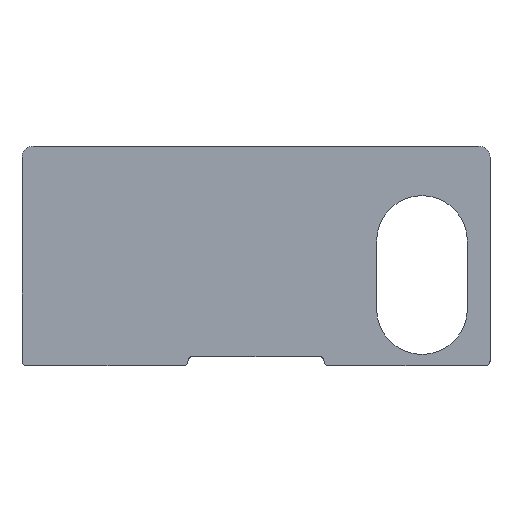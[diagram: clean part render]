
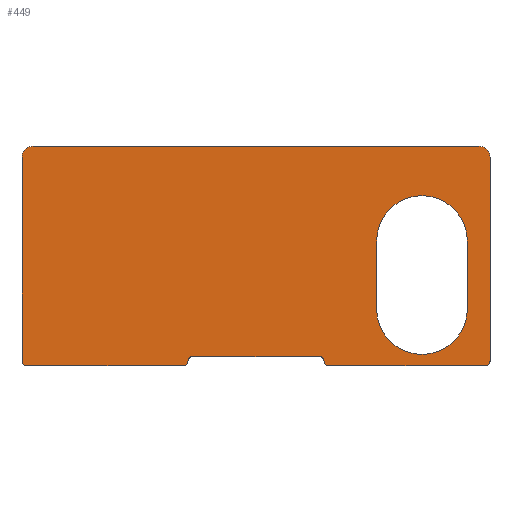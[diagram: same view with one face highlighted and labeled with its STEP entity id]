
A CAD part, top view. The second image highlights one B-rep face of the part: STEP entity #449.
In plain terms, the highlighted planar face has unit normal (0, 0, 1).
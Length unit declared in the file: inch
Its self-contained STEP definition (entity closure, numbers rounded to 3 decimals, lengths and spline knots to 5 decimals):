
#1 = VERTEX_POINT ( 'NONE', #450 ) ;
#9 = CARTESIAN_POINT ( 'NONE',  ( 0., 0., 0. ) ) ;
#10 = CARTESIAN_POINT ( 'NONE',  ( 0., 0., 0. ) ) ;
#14 = ORIENTED_EDGE ( 'NONE', *, *, #132, .F. ) ;
#15 = AXIS2_PLACEMENT_3D ( 'NONE', #61, #339, #65 ) ;
#17 = DIRECTION ( 'NONE',  ( 0., 0., -1. ) ) ;
#18 = VERTEX_POINT ( 'NONE', #391 ) ;
#19 = CARTESIAN_POINT ( 'NONE',  ( 9.82, 1.25, 0. ) ) ;
#20 = LINE ( 'NONE', #10, #466 ) ;
#21 = EDGE_CURVE ( 'NONE', #379, #242, #20, .T. ) ;
#30 = DIRECTION ( 'NONE',  ( -1., 0., 0. ) ) ;
#32 = EDGE_CURVE ( 'NONE', #286, #614, #393, .T. ) ;
#37 = DIRECTION ( 'NONE',  ( 0., 0., 1. ) ) ;
#41 = VECTOR ( 'NONE', #167, 39.37008 ) ;
#44 = VERTEX_POINT ( 'NONE', #472 ) ;
#46 = CARTESIAN_POINT ( 'NONE',  ( 0., 0., 0. ) ) ;
#49 = CARTESIAN_POINT ( 'NONE',  ( 8.82, 1.25, 0. ) ) ;
#50 = DIRECTION ( 'NONE',  ( -1., 0., 0. ) ) ;
#51 = EDGE_LOOP ( 'NONE', ( #563, #14, #361, #491 ) ) ;
#58 = CARTESIAN_POINT ( 'NONE',  ( 3.76, 0.2, 0. ) ) ;
#61 = CARTESIAN_POINT ( 'NONE',  ( 10.07, 4.59, 0. ) ) ;
#65 = DIRECTION ( 'NONE',  ( -1., 0., 0. ) ) ;
#66 = VECTOR ( 'NONE', #619, 39.37008 ) ;
#67 = AXIS2_PLACEMENT_3D ( 'NONE', #49, #709, #444 ) ;
#80 = DIRECTION ( 'NONE',  ( 1., 0., 0. ) ) ;
#87 = CARTESIAN_POINT ( 'NONE',  ( 10.07, 4.84, 0. ) ) ;
#95 = CARTESIAN_POINT ( 'NONE',  ( 6.56, 0.2, 0. ) ) ;
#105 = ORIENTED_EDGE ( 'NONE', *, *, #700, .T. ) ;
#107 = DIRECTION ( 'NONE',  ( 0., -1., 0. ) ) ;
#108 = EDGE_CURVE ( 'NONE', #456, #661, #590, .T. ) ;
#125 = CARTESIAN_POINT ( 'NONE',  ( 10.22, 0., 0. ) ) ;
#132 = EDGE_CURVE ( 'NONE', #44, #228, #567, .T. ) ;
#135 = DIRECTION ( 'NONE',  ( 1., 0., 0. ) ) ;
#140 = VERTEX_POINT ( 'NONE', #209 ) ;
#148 = CARTESIAN_POINT ( 'NONE',  ( 7.82, 2.75, 0. ) ) ;
#150 = CARTESIAN_POINT ( 'NONE',  ( 3.76, 0.1, 0. ) ) ;
#159 = AXIS2_PLACEMENT_3D ( 'NONE', #260, #37, #30 ) ;
#160 = CARTESIAN_POINT ( 'NONE',  ( 7.82, 2.75, 0. ) ) ;
#163 = LINE ( 'NONE', #160, #347 ) ;
#167 = DIRECTION ( 'NONE',  ( 0., 1., 0. ) ) ;
#170 = CIRCLE ( 'NONE', #671, 0.25 ) ;
#181 = VECTOR ( 'NONE', #80, 39.37008 ) ;
#186 = LINE ( 'NONE', #351, #568 ) ;
#193 = EDGE_CURVE ( 'NONE', #217, #18, #425, .T. ) ;
#194 = CIRCLE ( 'NONE', #67, 1. ) ;
#197 = ORIENTED_EDGE ( 'NONE', *, *, #340, .T. ) ;
#199 = CARTESIAN_POINT ( 'NONE',  ( 10.32, 0.1, 0. ) ) ;
#200 = DIRECTION ( 'NONE',  ( 0., 0., 1. ) ) ;
#209 = CARTESIAN_POINT ( 'NONE',  ( 3.56, 0., 0. ) ) ;
#214 = ORIENTED_EDGE ( 'NONE', *, *, #32, .T. ) ;
#217 = VERTEX_POINT ( 'NONE', #493 ) ;
#222 = AXIS2_PLACEMENT_3D ( 'NONE', #581, #643, #533 ) ;
#227 = CARTESIAN_POINT ( 'NONE',  ( 0., 4.84, 0. ) ) ;
#228 = VERTEX_POINT ( 'NONE', #148 ) ;
#235 = DIRECTION ( 'NONE',  ( 1., 0., 0. ) ) ;
#236 = DIRECTION ( 'NONE',  ( 0., -1., 0. ) ) ;
#242 = VERTEX_POINT ( 'NONE', #710 ) ;
#249 = VERTEX_POINT ( 'NONE', #58 ) ;
#253 = VECTOR ( 'NONE', #448, 39.37008 ) ;
#255 = AXIS2_PLACEMENT_3D ( 'NONE', #150, #374, #597 ) ;
#259 = CARTESIAN_POINT ( 'NONE',  ( 3.66, 0.1, 0. ) ) ;
#260 = CARTESIAN_POINT ( 'NONE',  ( 6.76, 0.1, 0. ) ) ;
#263 = EDGE_CURVE ( 'NONE', #656, #44, #713, .T. ) ;
#270 = ORIENTED_EDGE ( 'NONE', *, *, #711, .T. ) ;
#275 = CARTESIAN_POINT ( 'NONE',  ( 0.25, 4.59, 0. ) ) ;
#286 = VERTEX_POINT ( 'NONE', #499 ) ;
#304 = EDGE_CURVE ( 'NONE', #228, #1, #163, .T. ) ;
#320 = LINE ( 'NONE', #651, #181 ) ;
#321 = CARTESIAN_POINT ( 'NONE',  ( 10.22, 0.1, 0. ) ) ;
#326 = FACE_OUTER_BOUND ( 'NONE', #720, .T. ) ;
#334 = DIRECTION ( 'NONE',  ( -1., 0., 0. ) ) ;
#336 = AXIS2_PLACEMENT_3D ( 'NONE', #475, #200, #135 ) ;
#337 = CARTESIAN_POINT ( 'NONE',  ( 3.66, 0.2, 0. ) ) ;
#339 = DIRECTION ( 'NONE',  ( 0., 0., 1. ) ) ;
#340 = EDGE_CURVE ( 'NONE', #650, #379, #170, .T. ) ;
#342 = ORIENTED_EDGE ( 'NONE', *, *, #554, .T. ) ;
#347 = VECTOR ( 'NONE', #107, 39.37008 ) ;
#348 = EDGE_CURVE ( 'NONE', #140, #592, #355, .T. ) ;
#351 = CARTESIAN_POINT ( 'NONE',  ( 10.32, 0., 0. ) ) ;
#353 = ORIENTED_EDGE ( 'NONE', *, *, #410, .T. ) ;
#355 = CIRCLE ( 'NONE', #380, 0.1 ) ;
#361 = ORIENTED_EDGE ( 'NONE', *, *, #263, .F. ) ;
#370 = VECTOR ( 'NONE', #235, 39.37008 ) ;
#374 = DIRECTION ( 'NONE',  ( 0., 0., -1. ) ) ;
#378 = LINE ( 'NONE', #337, #66 ) ;
#379 = VERTEX_POINT ( 'NONE', #725 ) ;
#380 = AXIS2_PLACEMENT_3D ( 'NONE', #509, #609, #334 ) ;
#384 = ORIENTED_EDGE ( 'NONE', *, *, #658, .T. ) ;
#390 = EDGE_CURVE ( 'NONE', #634, #249, #378, .T. ) ;
#391 = CARTESIAN_POINT ( 'NONE',  ( 6.76, 0., 0. ) ) ;
#393 = CIRCLE ( 'NONE', #15, 0.25 ) ;
#402 = DIRECTION ( 'NONE',  ( -1., 0., 0. ) ) ;
#404 = DIRECTION ( 'NONE',  ( 0., 1., 0. ) ) ;
#410 = EDGE_CURVE ( 'NONE', #614, #650, #559, .T. ) ;
#418 = DIRECTION ( 'NONE',  ( -1., 0., 0. ) ) ;
#425 = CIRCLE ( 'NONE', #159, 0.1 ) ;
#426 = ORIENTED_EDGE ( 'NONE', *, *, #348, .T. ) ;
#444 = DIRECTION ( 'NONE',  ( 1., 0., 0. ) ) ;
#448 = DIRECTION ( 'NONE',  ( -1., 0., 0. ) ) ;
#449 = ADVANCED_FACE ( 'NONE', ( #601, #326 ), #550, .F. ) ;
#450 = CARTESIAN_POINT ( 'NONE',  ( 7.82, 1.25, 0. ) ) ;
#456 = VERTEX_POINT ( 'NONE', #125 ) ;
#458 = CARTESIAN_POINT ( 'NONE',  ( 0.1, 0.1, 0. ) ) ;
#466 = VECTOR ( 'NONE', #236, 39.37008 ) ;
#470 = ORIENTED_EDGE ( 'NONE', *, *, #479, .T. ) ;
#472 = CARTESIAN_POINT ( 'NONE',  ( 9.82, 2.75, 0. ) ) ;
#474 = CARTESIAN_POINT ( 'NONE',  ( 0.25, 4.84, 0. ) ) ;
#475 = CARTESIAN_POINT ( 'NONE',  ( 8.82, 2.75, 0. ) ) ;
#477 = CIRCLE ( 'NONE', #719, 0.1 ) ;
#479 = EDGE_CURVE ( 'NONE', #661, #286, #186, .T. ) ;
#491 = ORIENTED_EDGE ( 'NONE', *, *, #726, .F. ) ;
#493 = CARTESIAN_POINT ( 'NONE',  ( 6.66, 0.1, 0. ) ) ;
#495 = ORIENTED_EDGE ( 'NONE', *, *, #108, .T. ) ;
#499 = CARTESIAN_POINT ( 'NONE',  ( 10.32, 4.59, 0. ) ) ;
#502 = CIRCLE ( 'NONE', #222, 0.1 ) ;
#509 = CARTESIAN_POINT ( 'NONE',  ( 3.56, 0.1, 0. ) ) ;
#525 = LINE ( 'NONE', #9, #370 ) ;
#529 = CARTESIAN_POINT ( 'NONE',  ( 0.1, 0., 0. ) ) ;
#533 = DIRECTION ( 'NONE',  ( -1., 0., 0. ) ) ;
#537 = ORIENTED_EDGE ( 'NONE', *, *, #551, .T. ) ;
#540 = ORIENTED_EDGE ( 'NONE', *, *, #21, .T. ) ;
#550 = PLANE ( 'NONE',  #660 ) ;
#551 = EDGE_CURVE ( 'NONE', #645, #140, #525, .T. ) ;
#554 = EDGE_CURVE ( 'NONE', #242, #645, #477, .T. ) ;
#559 = LINE ( 'NONE', #227, #253 ) ;
#561 = DIRECTION ( 'NONE',  ( 0., 0., 1. ) ) ;
#563 = ORIENTED_EDGE ( 'NONE', *, *, #304, .F. ) ;
#567 = CIRCLE ( 'NONE', #336, 1. ) ;
#568 = VECTOR ( 'NONE', #404, 39.37008 ) ;
#574 = DIRECTION ( 'NONE',  ( -1., 0., 0. ) ) ;
#578 = AXIS2_PLACEMENT_3D ( 'NONE', #321, #594, #418 ) ;
#581 = CARTESIAN_POINT ( 'NONE',  ( 6.56, 0.1, 0. ) ) ;
#590 = CIRCLE ( 'NONE', #578, 0.1 ) ;
#591 = CIRCLE ( 'NONE', #255, 0.1 ) ;
#592 = VERTEX_POINT ( 'NONE', #259 ) ;
#594 = DIRECTION ( 'NONE',  ( 0., 0., 1. ) ) ;
#597 = DIRECTION ( 'NONE',  ( -1., 0., 0. ) ) ;
#601 = FACE_BOUND ( 'NONE', #51, .T. ) ;
#609 = DIRECTION ( 'NONE',  ( 0., 0., 1. ) ) ;
#614 = VERTEX_POINT ( 'NONE', #87 ) ;
#619 = DIRECTION ( 'NONE',  ( -1., 0., 0. ) ) ;
#634 = VERTEX_POINT ( 'NONE', #95 ) ;
#643 = DIRECTION ( 'NONE',  ( 0., 0., -1. ) ) ;
#645 = VERTEX_POINT ( 'NONE', #529 ) ;
#650 = VERTEX_POINT ( 'NONE', #474 ) ;
#651 = CARTESIAN_POINT ( 'NONE',  ( 0., 0., 0. ) ) ;
#656 = VERTEX_POINT ( 'NONE', #19 ) ;
#658 = EDGE_CURVE ( 'NONE', #634, #217, #502, .T. ) ;
#660 = AXIS2_PLACEMENT_3D ( 'NONE', #46, #17, #574 ) ;
#661 = VERTEX_POINT ( 'NONE', #199 ) ;
#663 = CARTESIAN_POINT ( 'NONE',  ( 9.82, 2.75, 0. ) ) ;
#671 = AXIS2_PLACEMENT_3D ( 'NONE', #275, #561, #50 ) ;
#677 = DIRECTION ( 'NONE',  ( 0., 0., 1. ) ) ;
#698 = ORIENTED_EDGE ( 'NONE', *, *, #390, .F. ) ;
#700 = EDGE_CURVE ( 'NONE', #18, #456, #320, .T. ) ;
#702 = ORIENTED_EDGE ( 'NONE', *, *, #193, .T. ) ;
#709 = DIRECTION ( 'NONE',  ( 0., 0., 1. ) ) ;
#710 = CARTESIAN_POINT ( 'NONE',  ( 0., 0.1, 0. ) ) ;
#711 = EDGE_CURVE ( 'NONE', #592, #249, #591, .T. ) ;
#713 = LINE ( 'NONE', #663, #41 ) ;
#719 = AXIS2_PLACEMENT_3D ( 'NONE', #458, #677, #402 ) ;
#720 = EDGE_LOOP ( 'NONE', ( #698, #384, #702, #105, #495, #470, #214, #353, #197, #540, #342, #537, #426, #270 ) ) ;
#725 = CARTESIAN_POINT ( 'NONE',  ( 0., 4.59, 0. ) ) ;
#726 = EDGE_CURVE ( 'NONE', #1, #656, #194, .T. ) ;
